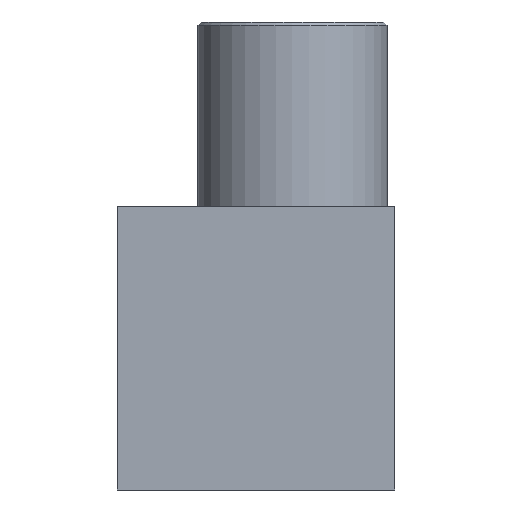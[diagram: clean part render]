
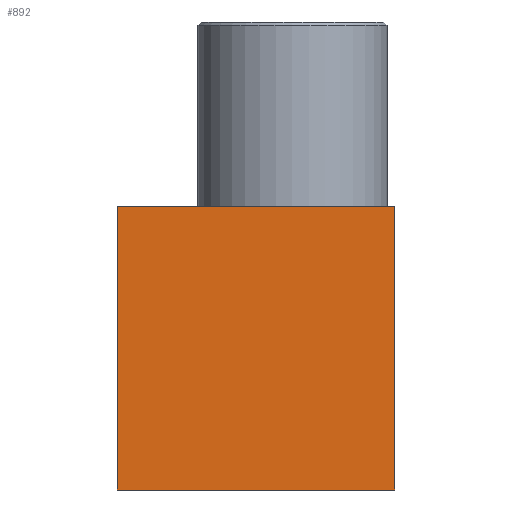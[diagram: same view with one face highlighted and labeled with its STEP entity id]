
A CAD part, left-side view. The second image highlights one B-rep face of the part: STEP entity #892.
In plain terms, the highlighted planar face has unit normal (-1, 0, 0).
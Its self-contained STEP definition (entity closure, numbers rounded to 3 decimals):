
#175 = EDGE_LOOP ( 'NONE', ( #229, #764, #761, #342 ) ) ;
#229 = ORIENTED_EDGE ( 'NONE', *, *, #1668, .T. ) ;
#342 = ORIENTED_EDGE ( 'NONE', *, *, #1658, .T. ) ;
#559 = VERTEX_POINT ( 'NONE', #1000 ) ;
#581 = VERTEX_POINT ( 'NONE', #1001 ) ;
#657 = VERTEX_POINT ( 'NONE', #999 ) ;
#761 = ORIENTED_EDGE ( 'NONE', *, *, #1580, .F. ) ;
#763 = VERTEX_POINT ( 'NONE', #1099 ) ;
#764 = ORIENTED_EDGE ( 'NONE', *, *, #1722, .F. ) ;
#892 = ADVANCED_FACE ( 'NONE', ( #2661 ), #4214, .F. ) ;
#999 = CARTESIAN_POINT ( 'NONE',  ( -31.025, -12.551, -34.625 ) ) ;
#1000 = CARTESIAN_POINT ( 'NONE',  ( -31.025, 28.449, -34.625 ) ) ;
#1001 = CARTESIAN_POINT ( 'NONE',  ( -31.025, 28.449, 7.375 ) ) ;
#1099 = CARTESIAN_POINT ( 'NONE',  ( -31.025, -12.551, 7.375 ) ) ;
#1420 = AXIS2_PLACEMENT_3D ( 'NONE', #4206, #4204, #4203 ) ;
#1580 = EDGE_CURVE ( 'NONE', #581, #763, #3863, .T. ) ;
#1658 = EDGE_CURVE ( 'NONE', #581, #559, #3721, .T. ) ;
#1668 = EDGE_CURVE ( 'NONE', #559, #657, #3657, .T. ) ;
#1722 = EDGE_CURVE ( 'NONE', #763, #657, #3811, .T. ) ;
#2029 = CARTESIAN_POINT ( 'NONE',  ( -31.025, 28.449, 7.375 ) ) ;
#2038 = CARTESIAN_POINT ( 'NONE',  ( -31.025, -12.551, -34.625 ) ) ;
#2063 = DIRECTION ( 'NONE',  ( 0., -1., 0. ) ) ;
#2067 = DIRECTION ( 'NONE',  ( 0., 0., -1. ) ) ;
#2075 = CARTESIAN_POINT ( 'NONE',  ( -31.025, -12.551, 7.375 ) ) ;
#2105 = DIRECTION ( 'NONE',  ( 0., -1., 0. ) ) ;
#2661 = FACE_OUTER_BOUND ( 'NONE', #175, .T. ) ;
#3657 = LINE ( 'NONE', #2038, #3805 ) ;
#3690 = VECTOR ( 'NONE', #4698, 1000. ) ;
#3721 = LINE ( 'NONE', #2029, #3734 ) ;
#3734 = VECTOR ( 'NONE', #2067, 1000. ) ;
#3805 = VECTOR ( 'NONE', #2063, 1000. ) ;
#3811 = LINE ( 'NONE', #4694, #3690 ) ;
#3846 = VECTOR ( 'NONE', #2105, 1000. ) ;
#3863 = LINE ( 'NONE', #2075, #3846 ) ;
#4203 = DIRECTION ( 'NONE',  ( 0., 0., -1. ) ) ;
#4204 = DIRECTION ( 'NONE',  ( 1., 0., 0. ) ) ;
#4206 = CARTESIAN_POINT ( 'NONE',  ( -31.025, -12.551, 7.375 ) ) ;
#4214 = PLANE ( 'NONE',  #1420 ) ;
#4694 = CARTESIAN_POINT ( 'NONE',  ( -31.025, -12.551, 7.375 ) ) ;
#4698 = DIRECTION ( 'NONE',  ( 0., 0., -1. ) ) ;
